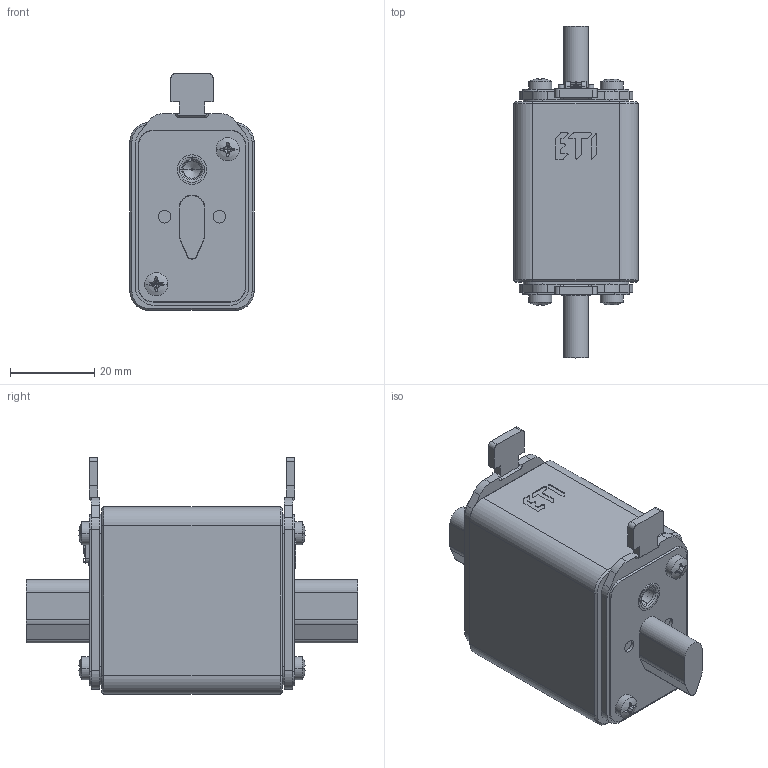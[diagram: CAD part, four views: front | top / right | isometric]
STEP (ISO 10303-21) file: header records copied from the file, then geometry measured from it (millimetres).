
FILE_DESCRIPTION((''),'2;1');
FILE_NAME('ASM0009_ASM','2024-02-16T11:39:41',('klemen.sitar'),('Audax d.o.o.'),'CREO PARAMETRIC BY PTC INC, 2021304','CREO PARAMETRIC BY PTC INC, 2021304','');
FILE_SCHEMA(('AP242_MANAGED_MODEL_BASED_3D_ENGINEERING_MIM_LF { 1 0 10303 442 1 1 4 }'));
Length unit declared in the file: millimetre
Products named in the file (13): 0000002787_2_1_2_3; 0000002573_1_1_2_3_4; 0000002910_3_1_2_3; 0000002818_ASM_1_1_2_3_ASM; 0000002797_1_1_2_3; 0000002820_ASM_1_1_2_3_ASM; 0000002783_3_1_2_3; 0000002779_3_1_2_3; 0000002790_4_1_2_3; 0000002789_1_1_2_3; 0000002588_1_1_2_3_4_5; 0000002819_ASM_3_1_2_3_ASM; ASM0009_ASM
Assembly tree (16 placements, depth 4):
  ASM0009_ASM
    0000002819_ASM_3_1_2_3_ASM
      0000002787_2_1_2_3
      0000002818_ASM_1_1_2_3_ASM
        0000002573_1_1_2_3_4
        0000002910_3_1_2_3
      0000002820_ASM_1_1_2_3_ASM
        0000002573_1_1_2_3_4
        0000002797_1_1_2_3
      0000002783_3_1_2_3
      0000002779_3_1_2_3
      0000002790_4_1_2_3
      0000002789_1_1_2_3
      0000002588_1_1_2_3_4_5  x4
Bounding box: 29.5 x 78.8 x 56.25 mm (x, y, z)
Volume: 64071.9 mm3; surface area: 21712.4 mm2
Topology: 13 solids, 21 shells, 699 faces, 1826 edges, 1157 vertices
Faces by surface type: plane 371, cylinder 224, cone 48, torus 24, bspline 24, sphere 8
Entity records: 29615 total; most frequent: CARTESIAN_POINT 7719, DIRECTION 3168, ORIENTED_EDGE 2920, EDGE_CURVE 1476, AXIS2_PLACEMENT_3D 1159, VERTEX_POINT 995, VECTOR 850, LINE 850
